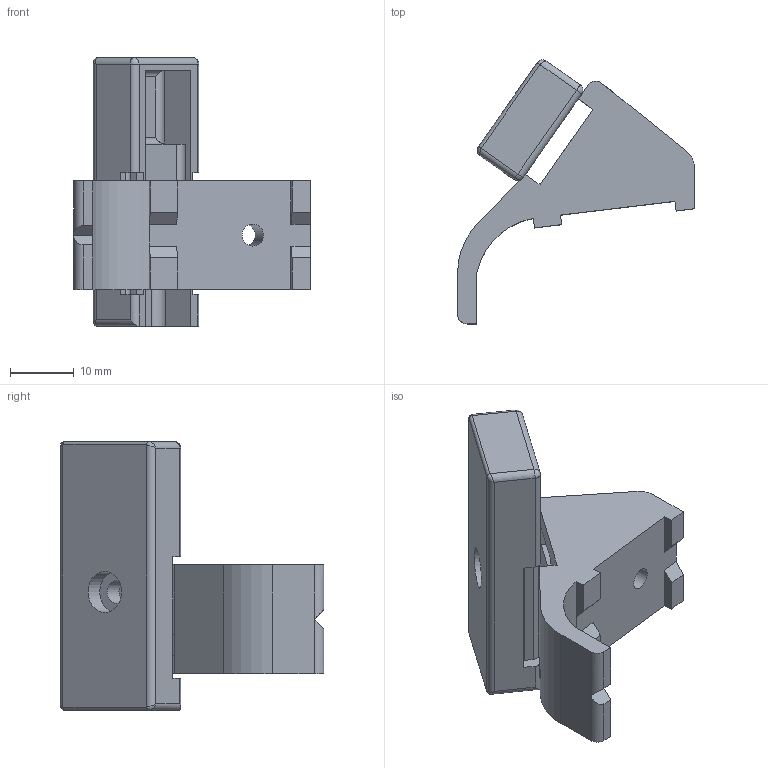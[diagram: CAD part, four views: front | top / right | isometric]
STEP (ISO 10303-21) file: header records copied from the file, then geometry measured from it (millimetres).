
FILE_DESCRIPTION(('FreeCAD Model'),'2;1');
FILE_NAME('Open CASCADE Shape Model','2025-09-18T09:18:43',(''),(''), 'Open CASCADE STEP processor 7.7','FreeCAD','Unknown');
FILE_SCHEMA(('AUTOMOTIVE_DESIGN { 1 0 10303 214 1 1 1 1 }'));
Length unit declared in the file: millimetre
Products named in the file (3): Assembly; Body; Cap
Assembly tree (2 placements, depth 2):
  Assembly
    Body
    Cap
Bounding box: 37 x 41.21 x 42 mm (x, y, z)
Volume: 10375.8 mm3; surface area: 6414.6 mm2
Topology: 2 solids, 2 shells, 120 faces, 319 edges, 200 vertices
Faces by surface type: plane 81, cylinder 33, bspline 4, sphere 2
Full cylindrical faces by diameter (mm): 3.4 x1, 3.6 x1, 6.4 x1, 7.2 x1
Entity records: 4051 total; most frequent: CARTESIAN_POINT 1031, ORIENTED_EDGE 626, DIRECTION 589, EDGE_CURVE 313, LINE 249, VECTOR 249, VERTEX_POINT 200, AXIS2_PLACEMENT_3D 170
